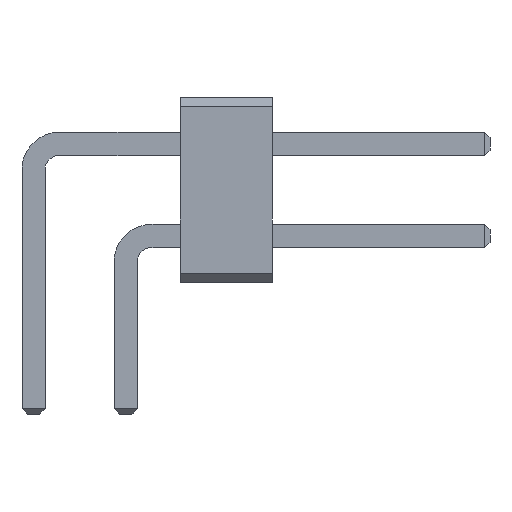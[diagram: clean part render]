
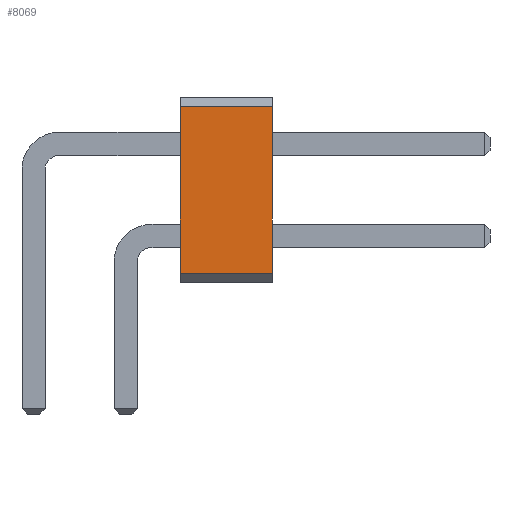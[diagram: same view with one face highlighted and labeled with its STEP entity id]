
A CAD part, front view. The second image highlights one B-rep face of the part: STEP entity #8069.
In plain terms, the highlighted planar face has unit normal (0, -1, 0).
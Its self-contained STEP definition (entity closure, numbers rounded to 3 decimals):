
#647 = VERTEX_POINT('',#648);
#648 = CARTESIAN_POINT('',(6.58,-59.69,4.83));
#654 = EDGE_CURVE('',#655,#647,#657,.T.);
#655 = VERTEX_POINT('',#656);
#656 = CARTESIAN_POINT('',(6.58,-59.69,0.25));
#657 = LINE('',#658,#659);
#658 = CARTESIAN_POINT('',(6.58,-59.69,0.));
#659 = VECTOR('',#660,1.);
#660 = DIRECTION('',(0.,0.,1.));
#3471 = VERTEX_POINT('',#3472);
#3472 = CARTESIAN_POINT('',(4.04,-59.69,0.25));
#3478 = EDGE_CURVE('',#3471,#3479,#3481,.T.);
#3479 = VERTEX_POINT('',#3480);
#3480 = CARTESIAN_POINT('',(4.04,-59.69,4.83));
#3481 = LINE('',#3482,#3483);
#3482 = CARTESIAN_POINT('',(4.04,-59.69,0.));
#3483 = VECTOR('',#3484,1.);
#3484 = DIRECTION('',(0.,0.,1.));
#8059 = EDGE_CURVE('',#655,#3471,#8060,.T.);
#8060 = LINE('',#8061,#8062);
#8061 = CARTESIAN_POINT('',(6.58,-59.69,0.25));
#8062 = VECTOR('',#8063,1.);
#8063 = DIRECTION('',(-1.,0.,0.));
#8069 = ADVANCED_FACE('',(#8070),#8081,.F.);
#8070 = FACE_BOUND('',#8071,.F.);
#8071 = EDGE_LOOP('',(#8072,#8073,#8074,#8075));
#8072 = ORIENTED_EDGE('',*,*,#654,.F.);
#8073 = ORIENTED_EDGE('',*,*,#8059,.T.);
#8074 = ORIENTED_EDGE('',*,*,#3478,.T.);
#8075 = ORIENTED_EDGE('',*,*,#8076,.F.);
#8076 = EDGE_CURVE('',#647,#3479,#8077,.T.);
#8077 = LINE('',#8078,#8079);
#8078 = CARTESIAN_POINT('',(6.58,-59.69,4.83));
#8079 = VECTOR('',#8080,1.);
#8080 = DIRECTION('',(-1.,0.,0.));
#8081 = PLANE('',#8082);
#8082 = AXIS2_PLACEMENT_3D('',#8083,#8084,#8085);
#8083 = CARTESIAN_POINT('',(6.58,-59.69,0.));
#8084 = DIRECTION('',(0.,1.,0.));
#8085 = DIRECTION('',(0.,0.,1.));
